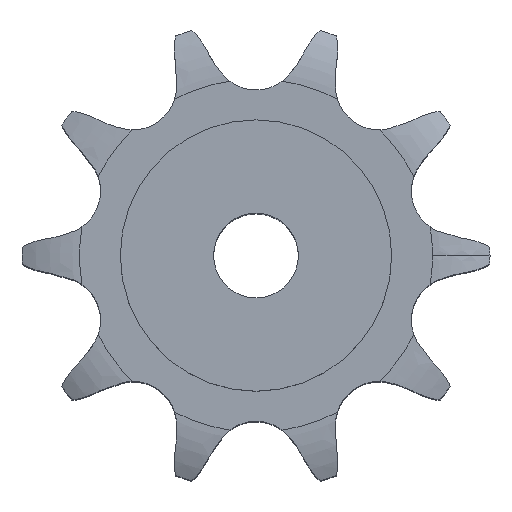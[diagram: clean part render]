
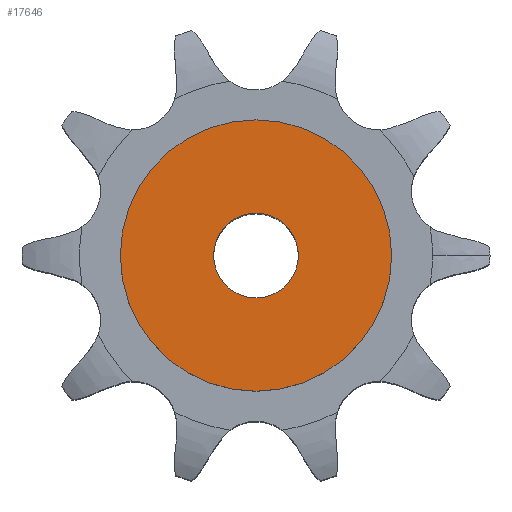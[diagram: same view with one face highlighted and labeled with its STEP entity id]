
A CAD part, top view. The second image highlights one B-rep face of the part: STEP entity #17646.
In plain terms, the highlighted planar face has unit normal (0, 0, 1).
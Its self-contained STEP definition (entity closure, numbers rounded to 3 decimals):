
#9644 = CYLINDRICAL_SURFACE('',#9645,12.5);
#9645 = AXIS2_PLACEMENT_3D('',#9646,#9647,#9648);
#9646 = CARTESIAN_POINT('',(0.,0.,267.398));
#9647 = DIRECTION('',(0.,0.,1.));
#9648 = DIRECTION('',(1.,0.,0.));
#12156 = EDGE_CURVE('',#12157,#12157,#12159,.T.);
#12157 = VERTEX_POINT('',#12158);
#12158 = CARTESIAN_POINT('',(12.5,0.,140.));
#12159 = SURFACE_CURVE('',#12160,(#12165,#12172),.PCURVE_S1.);
#12160 = CIRCLE('',#12161,12.5);
#12161 = AXIS2_PLACEMENT_3D('',#12162,#12163,#12164);
#12162 = CARTESIAN_POINT('',(0.,0.,140.));
#12163 = DIRECTION('',(0.,0.,1.));
#12164 = DIRECTION('',(1.,0.,0.));
#12165 = PCURVE('',#9644,#12166);
#12166 = DEFINITIONAL_REPRESENTATION('',(#12167),#12171);
#12167 = LINE('',#12168,#12169);
#12168 = CARTESIAN_POINT('',(0.,-127.398));
#12169 = VECTOR('',#12170,1.);
#12170 = DIRECTION('',(1.,0.));
#12171 = ( GEOMETRIC_REPRESENTATION_CONTEXT(2) 
PARAMETRIC_REPRESENTATION_CONTEXT() REPRESENTATION_CONTEXT('2D SPACE',''
  ) );
#12172 = PCURVE('',#12173,#12178);
#12173 = PLANE('',#12174);
#12174 = AXIS2_PLACEMENT_3D('',#12175,#12176,#12177);
#12175 = CARTESIAN_POINT('',(0.,0.,140.
    ));
#12176 = DIRECTION('',(0.,0.,1.));
#12177 = DIRECTION('',(1.,0.,0.));
#12178 = DEFINITIONAL_REPRESENTATION('',(#12179),#12183);
#12179 = CIRCLE('',#12180,12.5);
#12180 = AXIS2_PLACEMENT_2D('',#12181,#12182);
#12181 = CARTESIAN_POINT('',(0.,0.));
#12182 = DIRECTION('',(1.,0.));
#12183 = ( GEOMETRIC_REPRESENTATION_CONTEXT(2) 
PARAMETRIC_REPRESENTATION_CONTEXT() REPRESENTATION_CONTEXT('2D SPACE',''
  ) );
#17646 = ADVANCED_FACE('',(#17647,#17678),#12173,.T.);
#17647 = FACE_BOUND('',#17648,.T.);
#17648 = EDGE_LOOP('',(#17649));
#17649 = ORIENTED_EDGE('',*,*,#17650,.T.);
#17650 = EDGE_CURVE('',#17651,#17651,#17653,.T.);
#17651 = VERTEX_POINT('',#17652);
#17652 = CARTESIAN_POINT('',(40.,0.,140.));
#17653 = SURFACE_CURVE('',#17654,(#17659,#17666),.PCURVE_S1.);
#17654 = CIRCLE('',#17655,40.);
#17655 = AXIS2_PLACEMENT_3D('',#17656,#17657,#17658);
#17656 = CARTESIAN_POINT('',(0.,0.,140.));
#17657 = DIRECTION('',(0.,0.,1.));
#17658 = DIRECTION('',(1.,0.,0.));
#17659 = PCURVE('',#12173,#17660);
#17660 = DEFINITIONAL_REPRESENTATION('',(#17661),#17665);
#17661 = CIRCLE('',#17662,40.);
#17662 = AXIS2_PLACEMENT_2D('',#17663,#17664);
#17663 = CARTESIAN_POINT('',(0.,0.));
#17664 = DIRECTION('',(1.,0.));
#17665 = ( GEOMETRIC_REPRESENTATION_CONTEXT(2) 
PARAMETRIC_REPRESENTATION_CONTEXT() REPRESENTATION_CONTEXT('2D SPACE',''
  ) );
#17666 = PCURVE('',#17667,#17672);
#17667 = CYLINDRICAL_SURFACE('',#17668,40.);
#17668 = AXIS2_PLACEMENT_3D('',#17669,#17670,#17671);
#17669 = CARTESIAN_POINT('',(0.,0.,0.));
#17670 = DIRECTION('',(-0.,-0.,-1.));
#17671 = DIRECTION('',(1.,0.,0.));
#17672 = DEFINITIONAL_REPRESENTATION('',(#17673),#17677);
#17673 = LINE('',#17674,#17675);
#17674 = CARTESIAN_POINT('',(-0.,-140.));
#17675 = VECTOR('',#17676,1.);
#17676 = DIRECTION('',(-1.,0.));
#17677 = ( GEOMETRIC_REPRESENTATION_CONTEXT(2) 
PARAMETRIC_REPRESENTATION_CONTEXT() REPRESENTATION_CONTEXT('2D SPACE',''
  ) );
#17678 = FACE_BOUND('',#17679,.T.);
#17679 = EDGE_LOOP('',(#17680));
#17680 = ORIENTED_EDGE('',*,*,#12156,.F.);
